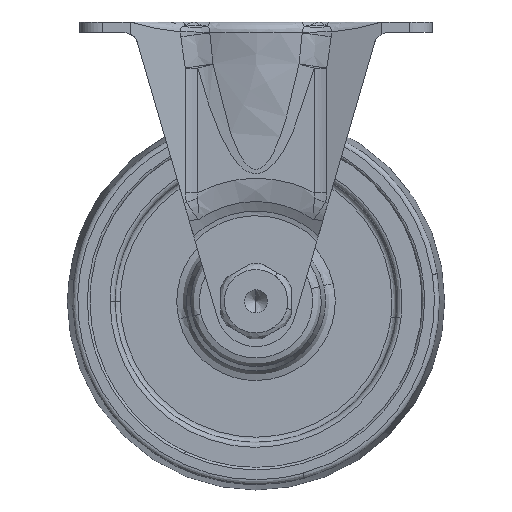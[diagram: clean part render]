
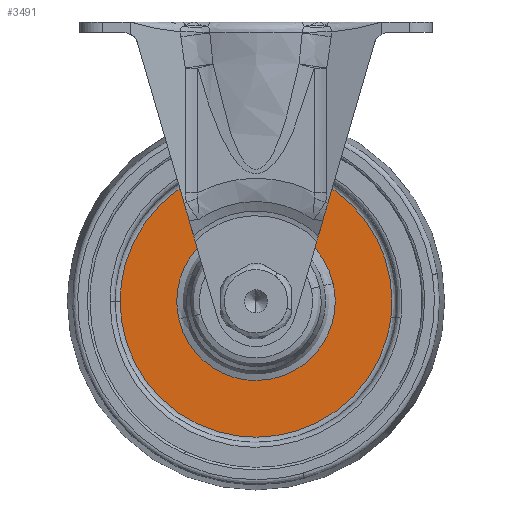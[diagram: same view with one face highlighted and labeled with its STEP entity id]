
A CAD part, front view. The second image highlights one B-rep face of the part: STEP entity #3491.
In plain terms, the highlighted free-form (B-spline) face has degree [1, 1] with [2, 2] control points.
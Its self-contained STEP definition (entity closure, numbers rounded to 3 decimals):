
#1384=CARTESIAN_POINT('',(-15.346,-8.5,-3.532));
#1385=VERTEX_POINT('',#1384);
#1399=CARTESIAN_POINT('',(0.0,-8.5,-15.747));
#1400=VERTEX_POINT('',#1399);
#1401=CARTESIAN_POINT('',(-15.346,-8.5,-3.532));
#1402=CARTESIAN_POINT('',(-12.535,-8.5,-15.747));
#1403=CARTESIAN_POINT('',(0.0,-8.5,-15.747));
#1411=(BOUNDED_CURVE()B_SPLINE_CURVE(2,(#1401,#1402,#1403),.UNSPECIFIED.,.F.,.U.)B_SPLINE_CURVE_WITH_KNOTS((3,3),(0.788,1.0),.UNSPECIFIED.)CURVE()GEOMETRIC_REPRESENTATION_ITEM()RATIONAL_B_SPLINE_CURVE((0.924,0.752,1.0))REPRESENTATION_ITEM(''));
#1412=EDGE_CURVE('',#1385,#1400,#1411,.T.);
#1414=CARTESIAN_POINT('',(15.346,-8.5,3.532));
#1415=VERTEX_POINT('',#1414);
#1416=CARTESIAN_POINT('',(0.0,-8.5,-15.747));
#1417=CARTESIAN_POINT('',(15.747,-8.5,-15.747));
#1418=CARTESIAN_POINT('',(15.747,-8.5,0.));
#1419=CARTESIAN_POINT('',(15.747,-8.5,1.789));
#1420=CARTESIAN_POINT('',(15.346,-8.5,3.532));
#1428=(BOUNDED_CURVE()B_SPLINE_CURVE(2,(#1416,#1417,#1418,#1419,#1420),.UNSPECIFIED.,.F.,.U.)B_SPLINE_CURVE_WITH_KNOTS((3,2,3),(0.0,0.25,0.288),.UNSPECIFIED.)CURVE()GEOMETRIC_REPRESENTATION_ITEM()RATIONAL_B_SPLINE_CURVE((1.0,0.707,1.0,0.955,0.924))REPRESENTATION_ITEM(''));
#1429=EDGE_CURVE('',#1400,#1415,#1428,.T.);
#1475=CARTESIAN_POINT('',(0.0,-8.5,15.747));
#1476=VERTEX_POINT('',#1475);
#1477=CARTESIAN_POINT('',(15.346,-8.5,3.532));
#1478=CARTESIAN_POINT('',(12.535,-8.5,15.747));
#1479=CARTESIAN_POINT('',(0.0,-8.5,15.747));
#1487=(BOUNDED_CURVE()B_SPLINE_CURVE(2,(#1477,#1478,#1479),.UNSPECIFIED.,.F.,.U.)B_SPLINE_CURVE_WITH_KNOTS((3,3),(0.288,0.5),.UNSPECIFIED.)CURVE()GEOMETRIC_REPRESENTATION_ITEM()RATIONAL_B_SPLINE_CURVE((0.924,0.752,1.0))REPRESENTATION_ITEM(''));
#1488=EDGE_CURVE('',#1415,#1476,#1487,.T.);
#1490=CARTESIAN_POINT('',(0.0,-8.5,15.747));
#1491=CARTESIAN_POINT('',(-15.747,-8.5,15.747));
#1492=CARTESIAN_POINT('',(-15.747,-8.5,0.));
#1493=CARTESIAN_POINT('',(-15.747,-8.5,-1.789));
#1494=CARTESIAN_POINT('',(-15.346,-8.5,-3.532));
#1502=(BOUNDED_CURVE()B_SPLINE_CURVE(2,(#1490,#1491,#1492,#1493,#1494),.UNSPECIFIED.,.F.,.U.)B_SPLINE_CURVE_WITH_KNOTS((3,2,3),(0.5,0.75,0.788),.UNSPECIFIED.)CURVE()GEOMETRIC_REPRESENTATION_ITEM()RATIONAL_B_SPLINE_CURVE((1.0,0.707,1.0,0.955,0.924))REPRESENTATION_ITEM(''));
#1503=EDGE_CURVE('',#1476,#1385,#1502,.T.);
#1539=CARTESIAN_POINT('',(26.819,-8.5,-3.118));
#1540=VERTEX_POINT('',#1539);
#1541=CARTESIAN_POINT('',(0.0,-8.5,27.0));
#1542=VERTEX_POINT('',#1541);
#1543=CARTESIAN_POINT('',(26.819,-8.5,-3.118));
#1544=CARTESIAN_POINT('',(27.,-8.5,-1.564));
#1545=CARTESIAN_POINT('',(27.0,-8.5,0.));
#1546=CARTESIAN_POINT('',(27.,-8.5,27.));
#1547=CARTESIAN_POINT('',(0.0,-8.5,27.0));
#1555=(BOUNDED_CURVE()B_SPLINE_CURVE(2,(#1543,#1544,#1545,#1546,#1547),.UNSPECIFIED.,.F.,.U.)B_SPLINE_CURVE_WITH_KNOTS((3,2,3),(0.23,0.25,0.5),.UNSPECIFIED.)CURVE()GEOMETRIC_REPRESENTATION_ITEM()RATIONAL_B_SPLINE_CURVE((0.957,0.977,1.0,0.707,1.0))REPRESENTATION_ITEM(''));
#1556=EDGE_CURVE('',#1540,#1542,#1555,.T.);
#1575=CARTESIAN_POINT('',(-27.,-8.5,0.));
#1576=VERTEX_POINT('',#1575);
#1590=CARTESIAN_POINT('',(0.0,-8.5,27.0));
#1591=CARTESIAN_POINT('',(-27.,-8.5,27.));
#1592=CARTESIAN_POINT('',(-27.,-8.5,0.));
#1600=(BOUNDED_CURVE()B_SPLINE_CURVE(2,(#1590,#1591,#1592),.UNSPECIFIED.,.F.,.U.)B_SPLINE_CURVE_WITH_KNOTS((3,3),(0.5,0.75),.UNSPECIFIED.)CURVE()GEOMETRIC_REPRESENTATION_ITEM()RATIONAL_B_SPLINE_CURVE((1.0,0.707,1.))REPRESENTATION_ITEM(''));
#1601=EDGE_CURVE('',#1542,#1576,#1600,.T.);
#1629=CARTESIAN_POINT('',(0.0,-8.5,-27.0));
#1630=VERTEX_POINT('',#1629);
#1631=CARTESIAN_POINT('',(0.0,-8.5,-27.0));
#1632=CARTESIAN_POINT('',(24.043,-8.5,-27.));
#1633=CARTESIAN_POINT('',(26.819,-8.5,-3.118));
#1641=(BOUNDED_CURVE()B_SPLINE_CURVE(2,(#1631,#1632,#1633),.UNSPECIFIED.,.F.,.U.)B_SPLINE_CURVE_WITH_KNOTS((3,3),(0.0,0.23),.UNSPECIFIED.)CURVE()GEOMETRIC_REPRESENTATION_ITEM()RATIONAL_B_SPLINE_CURVE((1.0,0.731,0.957))REPRESENTATION_ITEM(''));
#1642=EDGE_CURVE('',#1630,#1540,#1641,.T.);
#1644=CARTESIAN_POINT('',(-27.,-8.5,0.));
#1645=CARTESIAN_POINT('',(-27.,-8.5,-27.));
#1646=CARTESIAN_POINT('',(0.0,-8.5,-27.0));
#1654=(BOUNDED_CURVE()B_SPLINE_CURVE(2,(#1644,#1645,#1646),.UNSPECIFIED.,.F.,.U.)B_SPLINE_CURVE_WITH_KNOTS((3,3),(0.75,1.0),.UNSPECIFIED.)CURVE()GEOMETRIC_REPRESENTATION_ITEM()RATIONAL_B_SPLINE_CURVE((1.0,0.707,1.0))REPRESENTATION_ITEM(''));
#1655=EDGE_CURVE('',#1576,#1630,#1654,.T.);
#3474=CARTESIAN_POINT('',(-29.697,-8.5,-29.697));
#3475=CARTESIAN_POINT('',(-29.697,-8.5,29.697));
#3476=CARTESIAN_POINT('',(29.697,-8.5,-29.697));
#3477=CARTESIAN_POINT('',(29.697,-8.5,29.697));
#3478=B_SPLINE_SURFACE_WITH_KNOTS('',1,1,((#3474,#3476),(#3475,#3477)),.UNSPECIFIED.,.F.,.F.,.U.,(2,2),(2,2),(0.0,59.395),(0.0,59.394),.UNSPECIFIED.);
#3479=ORIENTED_EDGE('',*,*,#1642,.T.);
#3480=ORIENTED_EDGE('',*,*,#1556,.T.);
#3481=ORIENTED_EDGE('',*,*,#1601,.T.);
#3482=ORIENTED_EDGE('',*,*,#1655,.T.);
#3483=EDGE_LOOP('',(#3479,#3480,#3481,#3482));
#3484=FACE_OUTER_BOUND('',#3483,.T.);
#3485=ORIENTED_EDGE('',*,*,#1429,.F.);
#3486=ORIENTED_EDGE('',*,*,#1412,.F.);
#3487=ORIENTED_EDGE('',*,*,#1503,.F.);
#3488=ORIENTED_EDGE('',*,*,#1488,.F.);
#3489=EDGE_LOOP('',(#3485,#3486,#3487,#3488));
#3490=FACE_BOUND('',#3489,.T.);
#3491=ADVANCED_FACE('',(#3484,#3490),#3478,.F.);
